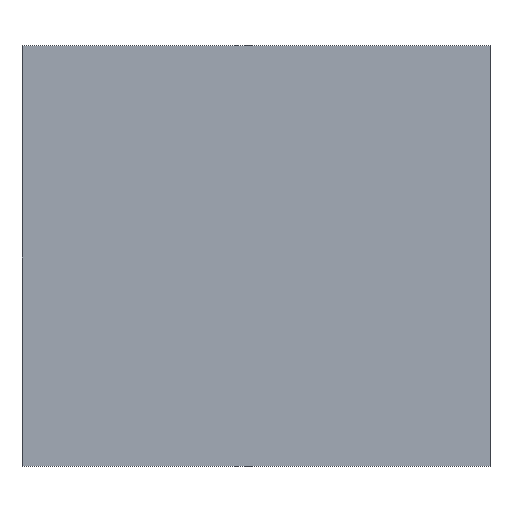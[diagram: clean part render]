
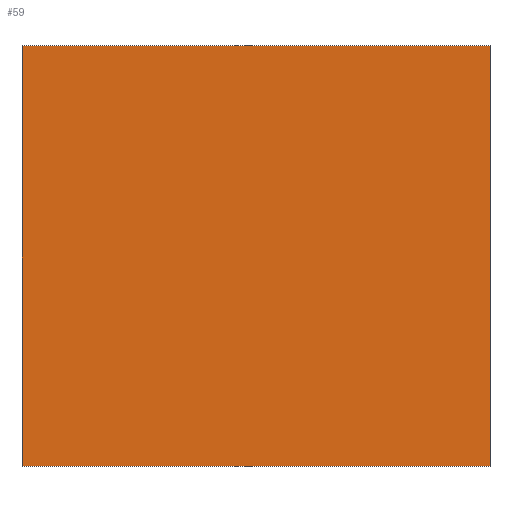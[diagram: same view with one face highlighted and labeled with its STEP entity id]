
A CAD part, top view. The second image highlights one B-rep face of the part: STEP entity #59.
In plain terms, the highlighted planar face has unit normal (0, 0, 1).
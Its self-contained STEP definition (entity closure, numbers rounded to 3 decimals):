
#10 = FACE_OUTER_BOUND ( 'NONE', #185, .T. ) ;
#13 = ORIENTED_EDGE ( 'NONE', *, *, #164, .T. ) ;
#25 = CARTESIAN_POINT ( 'NONE',  ( -322.5, -290., 5. ) ) ;
#28 = DIRECTION ( 'NONE',  ( 0., -1., 0. ) ) ;
#37 = ORIENTED_EDGE ( 'NONE', *, *, #92, .T. ) ;
#38 = EDGE_CURVE ( 'NONE', #123, #90, #128, .T. ) ;
#49 = VERTEX_POINT ( 'NONE', #61 ) ;
#51 = CARTESIAN_POINT ( 'NONE',  ( -322.5, 290., 5. ) ) ;
#59 = ADVANCED_FACE ( 'NONE', ( #10 ), #190, .T. ) ;
#61 = CARTESIAN_POINT ( 'NONE',  ( 322.5, 290., 5. ) ) ;
#73 = CARTESIAN_POINT ( 'NONE',  ( 0., 0., 5. ) ) ;
#86 = ORIENTED_EDGE ( 'NONE', *, *, #172, .T. ) ;
#87 = DIRECTION ( 'NONE',  ( -1., 0., 0. ) ) ;
#90 = VERTEX_POINT ( 'NONE', #195 ) ;
#92 = EDGE_CURVE ( 'NONE', #49, #125, #194, .T. ) ;
#98 = VECTOR ( 'NONE', #109, 1000. ) ;
#101 = LINE ( 'NONE', #127, #98 ) ;
#105 = VECTOR ( 'NONE', #198, 1000. ) ;
#109 = DIRECTION ( 'NONE',  ( 0., 1., 0. ) ) ;
#118 = DIRECTION ( 'NONE',  ( 1., 0., 0. ) ) ;
#119 = CARTESIAN_POINT ( 'NONE',  ( -322.5, -290., 5. ) ) ;
#123 = VERTEX_POINT ( 'NONE', #119 ) ;
#125 = VERTEX_POINT ( 'NONE', #141 ) ;
#127 = CARTESIAN_POINT ( 'NONE',  ( 322.5, 290., 5. ) ) ;
#128 = LINE ( 'NONE', #25, #105 ) ;
#139 = LINE ( 'NONE', #51, #186 ) ;
#141 = CARTESIAN_POINT ( 'NONE',  ( -322.5, 290., 5. ) ) ;
#144 = VECTOR ( 'NONE', #87, 1000. ) ;
#162 = ORIENTED_EDGE ( 'NONE', *, *, #38, .T. ) ;
#164 = EDGE_CURVE ( 'NONE', #125, #123, #139, .T. ) ;
#166 = CARTESIAN_POINT ( 'NONE',  ( -322.5, 290., 5. ) ) ;
#167 = DIRECTION ( 'NONE',  ( 0., 0., 1. ) ) ;
#172 = EDGE_CURVE ( 'NONE', #90, #49, #101, .T. ) ;
#176 = AXIS2_PLACEMENT_3D ( 'NONE', #73, #167, #118 ) ;
#185 = EDGE_LOOP ( 'NONE', ( #86, #37, #13, #162 ) ) ;
#186 = VECTOR ( 'NONE', #28, 1000. ) ;
#190 = PLANE ( 'NONE',  #176 ) ;
#194 = LINE ( 'NONE', #166, #144 ) ;
#195 = CARTESIAN_POINT ( 'NONE',  ( 322.5, -290., 5. ) ) ;
#198 = DIRECTION ( 'NONE',  ( 1., 0., 0. ) ) ;
